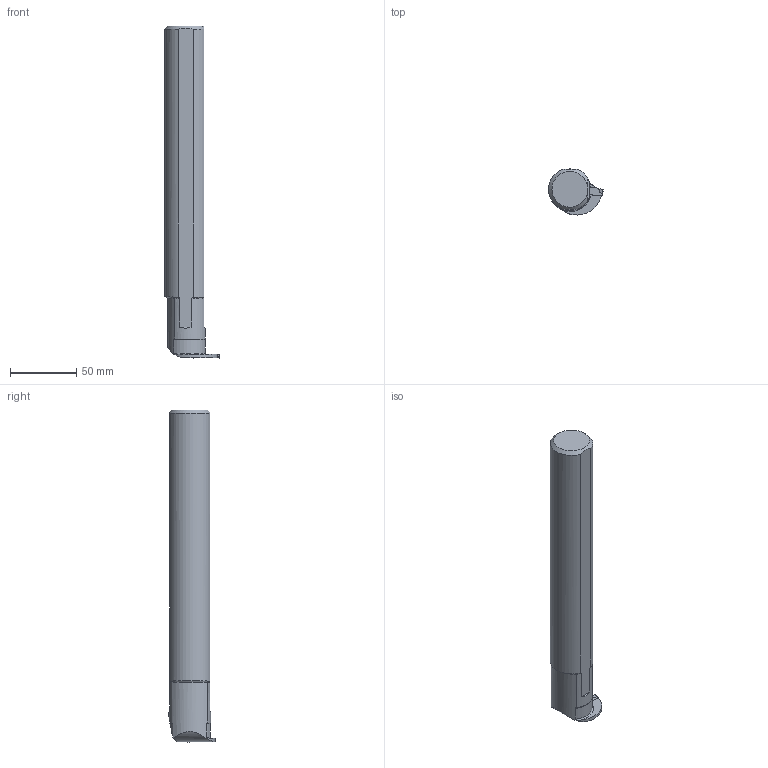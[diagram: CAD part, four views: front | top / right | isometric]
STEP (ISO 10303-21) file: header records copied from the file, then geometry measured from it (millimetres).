
FILE_DESCRIPTION(/* description */ (''),/* implementation_level */ '2;1');
FILE_NAME(/* name */ 'TOOLASSEMBLY_1.STP',/* time_stamp */ '2024-07-03T13:52:52+02:00',/* author */ (''),/* organization */ ('SMS'),/* preprocessor_version */ 'ST-DEVELOPER v16.7',/* originating_system */ 'SIEMENS PLM Software NX 12.0',/* authorisation */ '');
FILE_SCHEMA (('AUTOMOTIVE_DESIGN { 1 0 10303 214 3 1 1 1 }'));
Length unit declared in the file: millimetre
Products named in the file (4): ASSEMBLY_CONSTRUCTION; CUT_20240703135131; NOCUT_20240703135053; TOOLASSEMBLY_1
Assembly tree (3 placements, depth 2):
  TOOLASSEMBLY_1
    NOCUT_20240703135053
    CUT_20240703135131
    ASSEMBLY_CONSTRUCTION
Bounding box: 41.25 x 34.67 x 250 mm (x, y, z)
Volume: 186451.7 mm3; surface area: 26565.1 mm2
Topology: 2 solids, 2 shells, 144 faces, 377 edges, 243 vertices
Faces by surface type: plane 47, cylinder 46, bspline 32, torus 11, cone 8
Full cylindrical faces by diameter (mm): 8.5 x1
Entity records: 5986 total; most frequent: CARTESIAN_POINT 2611, ORIENTED_EDGE 742, DIRECTION 602, EDGE_CURVE 371, VERTEX_POINT 236, AXIS2_PLACEMENT_3D 228, EDGE_LOOP 149, LINE 146
